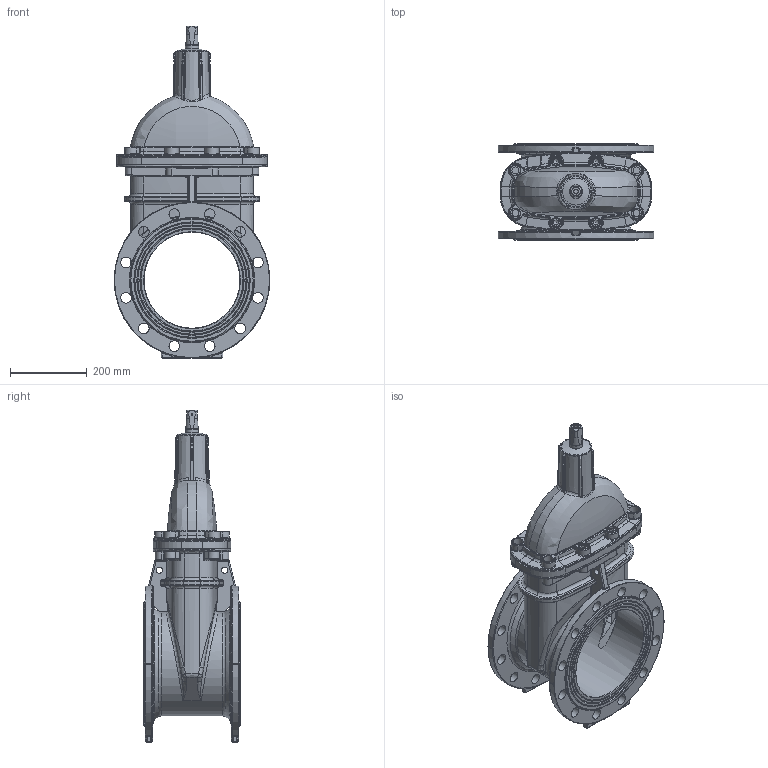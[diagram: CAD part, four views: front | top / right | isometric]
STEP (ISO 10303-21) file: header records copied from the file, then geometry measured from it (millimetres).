
FILE_DESCRIPTION (( 'STEP AP203' ), '1' );
FILE_NAME ('Gate Valve DN 250 .STEP', '2016-12-15T13:51:38', ( '' ), ( '' ), 'SwSTEP 2.0', 'SolidWorks 2015', '' );
FILE_SCHEMA (( 'CONFIG_CONTROL_DESIGN' ));
Length unit declared in the file: millimetre
Products named in the file (1): Gate Valve DN 250 
Bounding box: 405 x 250 x 863.29 mm (x, y, z)
Surface area: 1260549.8 mm2 (no closed solid volume)
Topology: 0 solids, 16 shells, 981 faces, 2600 edges, 1572 vertices
Faces by surface type: bspline 375, cylinder 274, plane 151, torus 116, cone 48, sphere 17
Full cylindrical faces by diameter (mm): 5 x2, 10.8 x1, 16 x2, 26 x8, 28 x24, 33 x1, 34 x1, 78 x1, 250 x1
Entity records: 53894 total; most frequent: CARTESIAN_POINT 33448, ORIENTED_EDGE 4566, DIRECTION 3594, EDGE_CURVE 2457, AXIS2_PLACEMENT_3D 1548, VERTEX_POINT 1535, EDGE_LOOP 1146, FACE_OUTER_BOUND 1034
